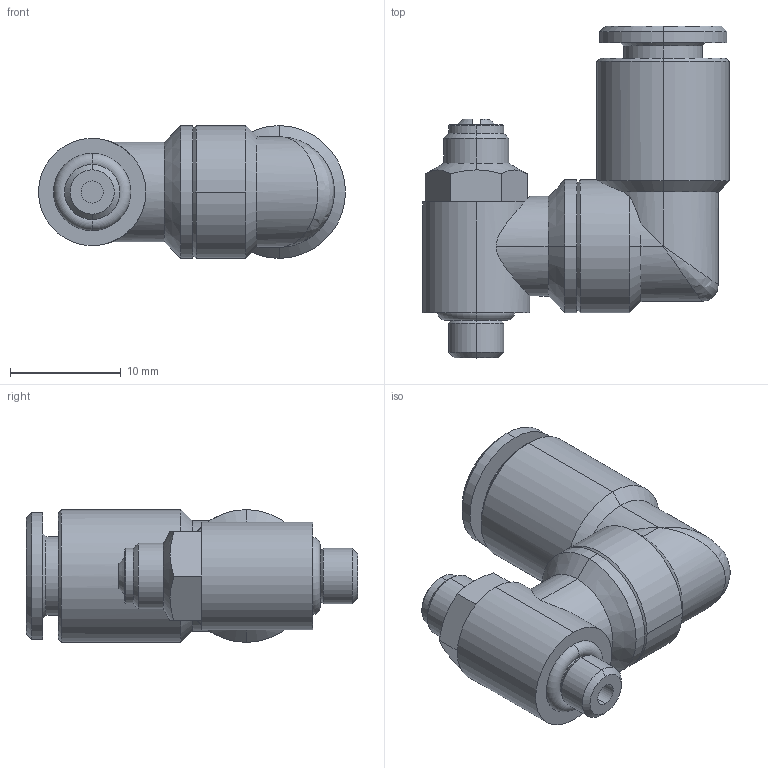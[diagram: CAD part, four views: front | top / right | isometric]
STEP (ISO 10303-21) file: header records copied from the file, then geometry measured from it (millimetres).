
FILE_DESCRIPTION(( 'MV.28.06.M5C.STEP' ), '1');
FILE_NAME( 'MV.28.06.M5C.STEP', '2018-10-04T17:13:44',( 'Sopra'),('sopra-pneumatic.com'), 'SwSTEP 2.0','SolidWorks 2009','' );
FILE_SCHEMA (( 'CONFIG_CONTROL_DESIGN' ));
Length unit declared in the file: millimetre
Products named in the file (1): 04180C30
Bounding box: 27.75 x 30 x 12 mm (x, y, z)
Volume: 3668.7 mm3; surface area: 2553.8 mm2
Topology: 1 solids, 5 shells, 134 faces, 299 edges, 184 vertices
Faces by surface type: cylinder 55, plane 44, cone 32, torus 2, bspline 1
Entity records: 4504 total; most frequent: CARTESIAN_POINT 1441, DIRECTION 656, ORIENTED_EDGE 594, EDGE_CURVE 297, AXIS2_PLACEMENT_3D 262, VERTEX_POINT 184, EDGE_LOOP 145, ADVANCED_FACE 134
